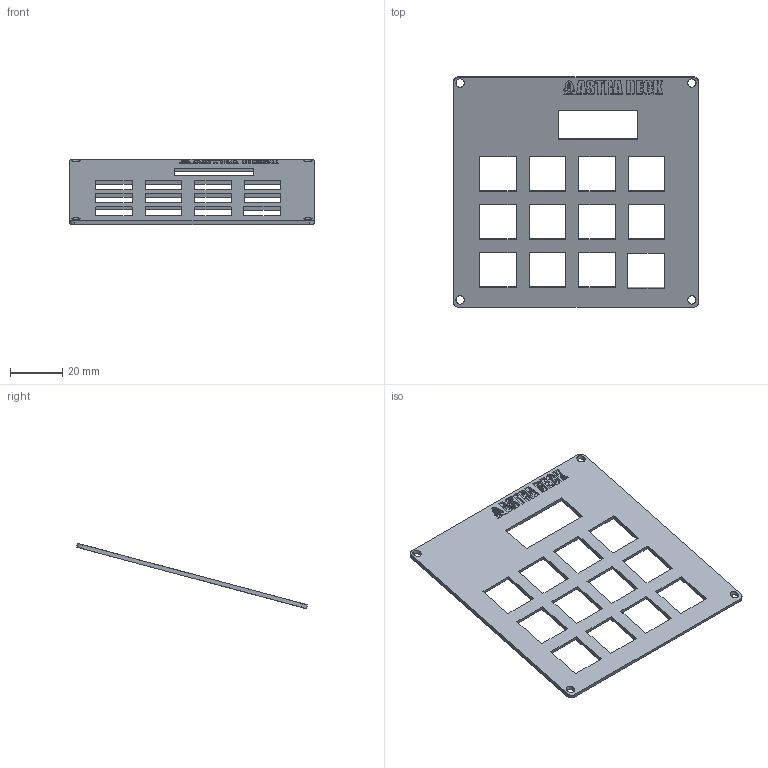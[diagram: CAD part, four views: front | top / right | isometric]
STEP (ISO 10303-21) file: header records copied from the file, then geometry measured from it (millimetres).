
FILE_DESCRIPTION(/* description */ (''),/* implementation_level */ '2;1');
FILE_NAME(/* name */ 'plate.step',/* time_stamp */ '2025-08-15T14:02:18+05:30',/* author */ (''),/* organization */ (''),/* preprocessor_version */ 'ST-DEVELOPER v20.1',/* originating_system */ 'Autodesk Translation Framework v14.10.0.0',/* authorisation */ '');
FILE_SCHEMA (('AUTOMOTIVE_DESIGN { 1 0 10303 214 3 1 1 }'));
Length unit declared in the file: millimetre
Products named in the file (1): 2025-08-15-14-02-17-674
Bounding box: 94 x 88.63 x 25.09 mm (x, y, z)
Volume: 8621.3 mm3; surface area: 13675.2 mm2
Topology: 1 solids, 1 shells, 390 faces, 1116 edges, 744 vertices
Faces by surface type: plane 205, bspline 177, cylinder 8
Full cylindrical faces by diameter (mm): 3.2 x4
Entity records: 13700 total; most frequent: CARTESIAN_POINT 5035, ORIENTED_EDGE 2232, DIRECTION 1153, EDGE_CURVE 1116, VERTEX_POINT 744, LINE 693, VECTOR 693, EDGE_LOOP 440
